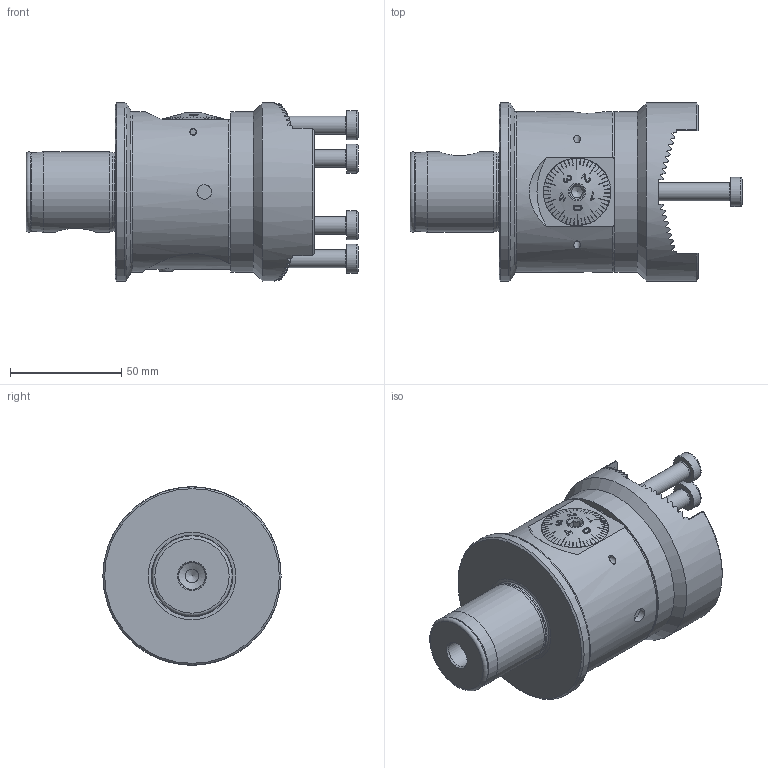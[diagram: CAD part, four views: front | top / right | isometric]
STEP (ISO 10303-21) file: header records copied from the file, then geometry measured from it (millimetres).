
FILE_DESCRIPTION (( 'STEP AP214' ), '1' );
FILE_NAME ('WH8.F00.K10.112.STEP', '2022-05-20T14:29:31', ( '' ), ( '' ), 'SwSTEP 2.0', 'SolidWorks 2017', '' );
FILE_SCHEMA (( 'AUTOMOTIVE_DESIGN' ));
Length unit declared in the file: millimetre
Products named in the file (16): F00-ER1.101.045_A_PreviewCfg; DIN 3771 - 24x1.5; KU1-U10.001.010; F72-BG3.003.013_A; WH8.F00.K10.112; KU1-U10.001.010_1; A55-BG3.002.016_A; A55-BG2.001.000_B; F00-BG1.001.046_A; ISO 2338 - 3 h8 x 6_PreviewCfg; F00-BG5.001.037_B; ISO 4762 - M8 x 60_PreviewCfg; F00-BG6.001.008_A; KU1-U10.001.010_2; WH8-F00.K10.112_C; ISO 4762 - M6 x 35
Assembly tree (24 placements, depth 3):
  WH8.F00.K10.112
    WH8-F00.K10.112_C
    F00-BG1.001.046_A
    F00-BG6.001.008_A  x2
    F00-ER1.101.045_A_PreviewCfg  x4
    ISO 4762 - M6 x 35  x4
    KU1-U10.001.010
      KU1-U10.001.010_1
      KU1-U10.001.010_2
    F00-BG5.001.037_B
    ISO 2338 - 3 h8 x 6_PreviewCfg  x3
    A55-BG2.001.000_B
    A55-BG3.002.016_A
    F72-BG3.003.013_A
    DIN 3771 - 24x1.5
    ISO 4762 - M8 x 60_PreviewCfg
Bounding box: 149.03 x 80 x 80 mm (x, y, z)
Volume: 360768.8 mm3; surface area: 92922.9 mm2
Topology: 23 solids, 23 shells, 809 faces, 2048 edges, 1321 vertices
Faces by surface type: plane 470, cone 131, cylinder 106, bspline 64, torus 36, sphere 2
Full cylindrical faces by diameter (mm): 1 x1, 3 x6, 3.15 x1, 3.3 x1, 5 x5, 6 x6, 6.5 x1, 6.8 x4, 7 x4, 7.35 x1, 7.75 x1, 8 x6, 9 x1, 10 x13, 10.5 x4, 11 x1, 12 x1, 13 x5, 13.95 x1, 14 x1, 14.9 x3, 15 x5, 16 x1, 17.9 x1, 18 x1, 23.95 x1, 27.15 x1, 30.3 x3, 35.3 x1, 36 x1
Entity records: 29124 total; most frequent: CARTESIAN_POINT 10322, ORIENTED_EDGE 3130, DIRECTION 2458, EDGE_CURVE 1565, VERTEX_POINT 1101, AXIS2_PLACEMENT_3D 943, EDGE_LOOP 890, FACE_OUTER_BOUND 759
